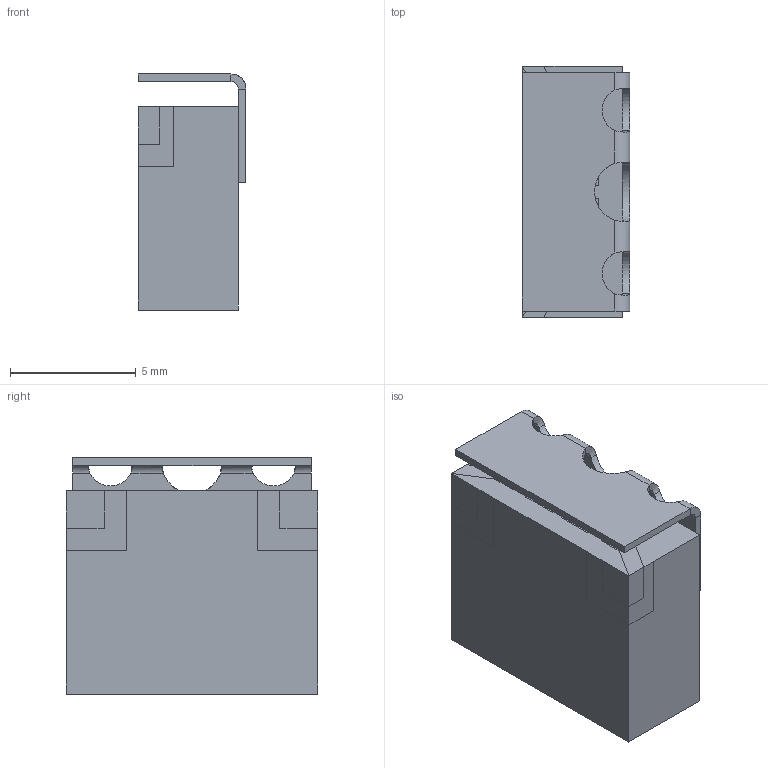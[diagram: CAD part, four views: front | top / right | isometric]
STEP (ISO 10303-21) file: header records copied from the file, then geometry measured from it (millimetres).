
FILE_DESCRIPTION(('STEP AP203'), '1');
FILE_NAME('ÍØÁÀ.434834.001-11.01_Ôèëüòð ÔÊÏ1-201-11-1,225-70', '', ('UNSPECIFIED'), ('UNSPECIFIED'), 'ASCON STEP Converter 1.6', 'ASCON Math Kernel', '');
FILE_SCHEMA(('CONFIG_CONTROL_DESIGN'));
Length unit declared in the file: millimetre
Products named in the file (1): НШБА.434834.001-11.01_Фильтр ФКП1-201-11-1,225-70
Bounding box: 4.3 x 10 x 9.4 mm (x, y, z)
Volume: 327 mm3; surface area: 479.6 mm2
Topology: 1 solids, 1 shells, 356 faces, 953 edges, 622 vertices
Faces by surface type: plane 252, bspline 80, cylinder 24
Full cylindrical faces by diameter (mm): 0.6 x2, 1 x2
Entity records: 20675 total; most frequent: CARTESIAN_POINT 9541, ORIENTED_EDGE 1898, DIRECTION 1320, EDGE_CURVE 949, LINE 686, VECTOR 686, VERTEX_POINT 622, EDGE_LOOP 397
